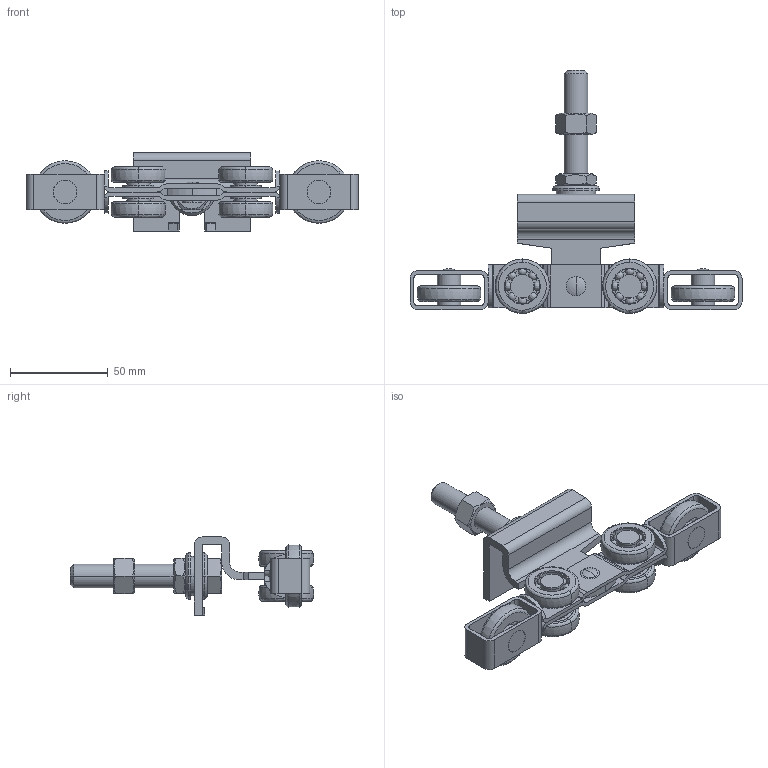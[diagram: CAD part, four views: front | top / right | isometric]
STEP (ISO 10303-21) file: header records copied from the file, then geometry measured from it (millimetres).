
FILE_DESCRIPTION (( 'STEP AP214' ), '1' );
FILE_NAME ('0041903.step', '2021-03-23T08:51:56', ( '' ), ( '' ), 'SwSTEP 2.0', 'SolidWorks 2020', '' );
FILE_SCHEMA (( 'AUTOMOTIVE_DESIGN' ));
Length unit declared in the file: millimetre
Products named in the file (1): 0041903
Bounding box: 170 x 124.47 x 40 mm (x, y, z)
Volume: 81444.2 mm3; surface area: 69870.5 mm2
Topology: 92 solids, 92 shells, 719 faces, 1683 edges, 971 vertices
Faces by surface type: cylinder 241, plane 230, bspline 206, cone 24, torus 18
Entity records: 33343 total; most frequent: CARTESIAN_POINT 9408, DIRECTION 3169, ORIENTED_EDGE 2970, EDGE_CURVE 1485, AXIS2_PLACEMENT_3D 1286, VERTEX_POINT 971, EDGE_LOOP 828, UNCERTAINTY_MEASURE_WITH_UNIT 813
